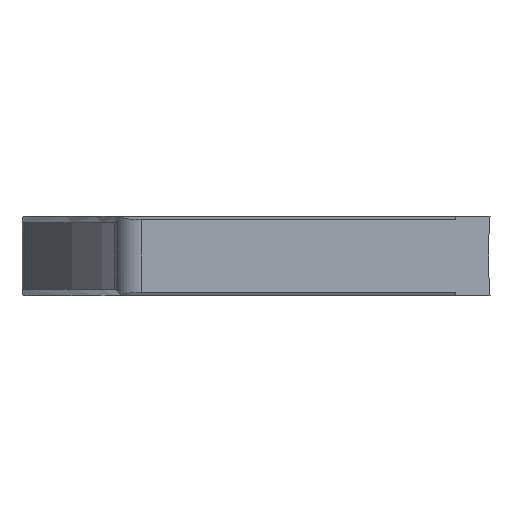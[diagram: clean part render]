
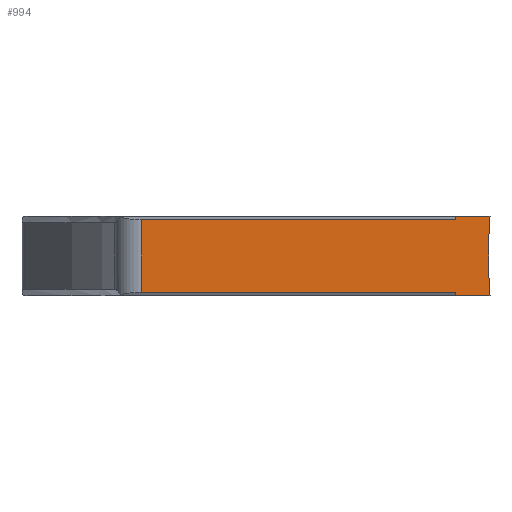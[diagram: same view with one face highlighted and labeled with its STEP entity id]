
A CAD part, front view. The second image highlights one B-rep face of the part: STEP entity #994.
In plain terms, the highlighted planar face has unit normal (0, -1, 0).
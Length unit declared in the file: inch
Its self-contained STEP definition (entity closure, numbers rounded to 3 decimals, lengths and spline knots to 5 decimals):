
#22 = CARTESIAN_POINT ( 'NONE',  ( 3.94639, 0., -0.35875 ) ) ;
#37 = DIRECTION ( 'NONE',  ( 0., -1., 0. ) ) ;
#65 = VERTEX_POINT ( 'NONE', #365 ) ;
#70 = ORIENTED_EDGE ( 'NONE', *, *, #282, .F. ) ;
#83 = VERTEX_POINT ( 'NONE', #472 ) ;
#86 = DIRECTION ( 'NONE',  ( 1., 0., 0. ) ) ;
#105 = DIRECTION ( 'NONE',  ( 0., -1., 0. ) ) ;
#172 = EDGE_CURVE ( 'NONE', #929, #325, #879, .T. ) ;
#195 = DIRECTION ( 'NONE',  ( 0., 0., -1. ) ) ;
#197 = DIRECTION ( 'NONE',  ( 1., 0., 0. ) ) ;
#211 = DIRECTION ( 'NONE',  ( 0., 0., -1. ) ) ;
#229 = VERTEX_POINT ( 'NONE', #393 ) ;
#241 = VECTOR ( 'NONE', #772, 39.37008 ) ;
#242 = ORIENTED_EDGE ( 'NONE', *, *, #558, .T. ) ;
#244 = CARTESIAN_POINT ( 'NONE',  ( 6.20079, 0., 0. ) ) ;
#256 = CIRCLE ( 'NONE', #586, 2.5 ) ;
#257 = ORIENTED_EDGE ( 'NONE', *, *, #601, .T. ) ;
#270 = LINE ( 'NONE', #22, #391 ) ;
#282 = EDGE_CURVE ( 'NONE', #1059, #325, #1058, .T. ) ;
#292 = CARTESIAN_POINT ( 'NONE',  ( 6.03913, 0., -0.3745 ) ) ;
#310 = DIRECTION ( 'NONE',  ( 1., 0., 0. ) ) ;
#325 = VERTEX_POINT ( 'NONE', #1052 ) ;
#348 = LINE ( 'NONE', #1001, #866 ) ;
#365 = CARTESIAN_POINT ( 'NONE',  ( 6.03913, 0., -0.35875 ) ) ;
#369 = EDGE_CURVE ( 'NONE', #758, #1059, #256, .T. ) ;
#383 = EDGE_LOOP ( 'NONE', ( #965, #257, #783, #242, #653, #70, #518, #520, #688 ) ) ;
#391 = VECTOR ( 'NONE', #918, 39.37008 ) ;
#393 = CARTESIAN_POINT ( 'NONE',  ( 6.03913, 0., 0. ) ) ;
#422 = CARTESIAN_POINT ( 'NONE',  ( 8.69377, 0., -0.18725 ) ) ;
#463 = DIRECTION ( 'NONE',  ( 1., 0., 0. ) ) ;
#469 = VECTOR ( 'NONE', #211, 39.37008 ) ;
#472 = CARTESIAN_POINT ( 'NONE',  ( 4.55242, 0., -0.35875 ) ) ;
#474 = CARTESIAN_POINT ( 'NONE',  ( 6.19377, 0., -0.18725 ) ) ;
#518 = ORIENTED_EDGE ( 'NONE', *, *, #369, .F. ) ;
#520 = ORIENTED_EDGE ( 'NONE', *, *, #955, .F. ) ;
#541 = CARTESIAN_POINT ( 'NONE',  ( 6.03913, 0., -0.3745 ) ) ;
#555 = VECTOR ( 'NONE', #463, 39.37008 ) ;
#558 = EDGE_CURVE ( 'NONE', #65, #929, #947, .T. ) ;
#586 = AXIS2_PLACEMENT_3D ( 'NONE', #422, #105, #1014 ) ;
#601 = EDGE_CURVE ( 'NONE', #718, #83, #791, .T. ) ;
#610 = CARTESIAN_POINT ( 'NONE',  ( 6.03913, 0., -0.3745 ) ) ;
#620 = AXIS2_PLACEMENT_3D ( 'NONE', #911, #981, #310 ) ;
#653 = ORIENTED_EDGE ( 'NONE', *, *, #172, .T. ) ;
#661 = VERTEX_POINT ( 'NONE', #1025 ) ;
#688 = ORIENTED_EDGE ( 'NONE', *, *, #912, .T. ) ;
#705 = VECTOR ( 'NONE', #197, 39.37008 ) ;
#708 = LINE ( 'NONE', #1036, #555 ) ;
#718 = VERTEX_POINT ( 'NONE', #810 ) ;
#726 = VECTOR ( 'NONE', #871, 39.37008 ) ;
#758 = VERTEX_POINT ( 'NONE', #244 ) ;
#772 = DIRECTION ( 'NONE',  ( 0., 0., -1. ) ) ;
#777 = FACE_OUTER_BOUND ( 'NONE', #383, .T. ) ;
#779 = CARTESIAN_POINT ( 'NONE',  ( 4.55242, 0., -0.3435 ) ) ;
#783 = ORIENTED_EDGE ( 'NONE', *, *, #837, .T. ) ;
#791 = LINE ( 'NONE', #779, #726 ) ;
#804 = CARTESIAN_POINT ( 'NONE',  ( 4.42913, 0., -0.3745 ) ) ;
#810 = CARTESIAN_POINT ( 'NONE',  ( 4.55242, 0., -0.01575 ) ) ;
#827 = EDGE_CURVE ( 'NONE', #718, #661, #348, .T. ) ;
#837 = EDGE_CURVE ( 'NONE', #83, #65, #270, .T. ) ;
#866 = VECTOR ( 'NONE', #86, 39.37008 ) ;
#869 = AXIS2_PLACEMENT_3D ( 'NONE', #1032, #37, #195 ) ;
#871 = DIRECTION ( 'NONE',  ( 0., 0., -1. ) ) ;
#879 = LINE ( 'NONE', #804, #705 ) ;
#911 = CARTESIAN_POINT ( 'NONE',  ( 8.69377, 0., -0.18725 ) ) ;
#912 = EDGE_CURVE ( 'NONE', #229, #661, #931, .T. ) ;
#918 = DIRECTION ( 'NONE',  ( 1., 0., 0. ) ) ;
#929 = VERTEX_POINT ( 'NONE', #292 ) ;
#931 = LINE ( 'NONE', #610, #241 ) ;
#947 = LINE ( 'NONE', #541, #469 ) ;
#955 = EDGE_CURVE ( 'NONE', #229, #758, #708, .T. ) ;
#957 = PLANE ( 'NONE',  #869 ) ;
#965 = ORIENTED_EDGE ( 'NONE', *, *, #827, .F. ) ;
#981 = DIRECTION ( 'NONE',  ( 0., -1., 0. ) ) ;
#994 = ADVANCED_FACE ( 'NONE', ( #777 ), #957, .T. ) ;
#1001 = CARTESIAN_POINT ( 'NONE',  ( 3.94639, 0., -0.01575 ) ) ;
#1014 = DIRECTION ( 'NONE',  ( 1., 0., 0. ) ) ;
#1025 = CARTESIAN_POINT ( 'NONE',  ( 6.03913, 0., -0.01575 ) ) ;
#1032 = CARTESIAN_POINT ( 'NONE',  ( 4.42913, 0., -0.3745 ) ) ;
#1036 = CARTESIAN_POINT ( 'NONE',  ( 4.42913, 0., 0. ) ) ;
#1052 = CARTESIAN_POINT ( 'NONE',  ( 6.20079, 0., -0.3745 ) ) ;
#1058 = CIRCLE ( 'NONE', #620, 2.5 ) ;
#1059 = VERTEX_POINT ( 'NONE', #474 ) ;
